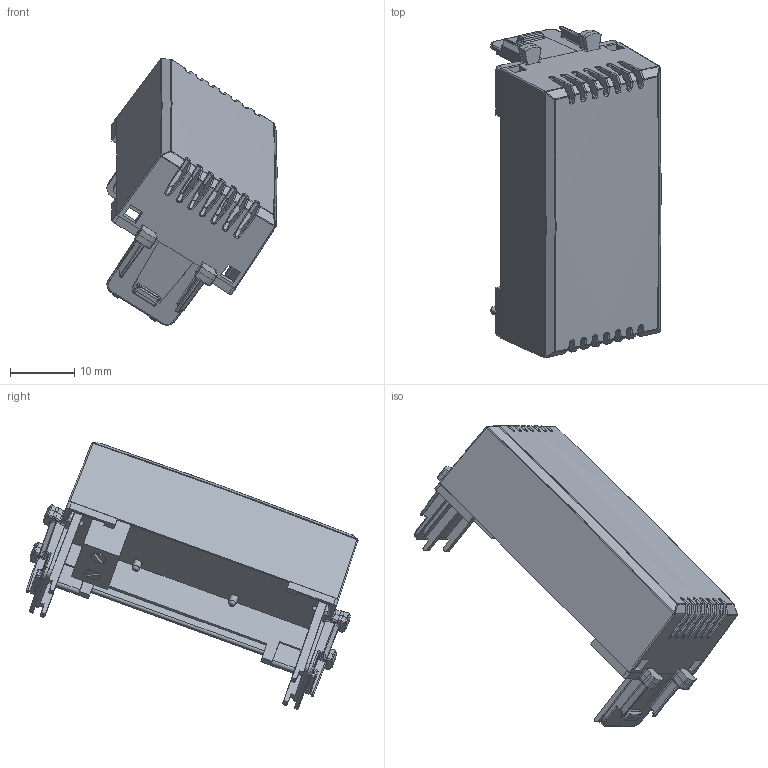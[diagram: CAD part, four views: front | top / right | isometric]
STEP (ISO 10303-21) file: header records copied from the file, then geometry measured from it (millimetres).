
FILE_DESCRIPTION(('CATIA V5 STEP Exchange'),'2;1');
FILE_NAME('442SO-NTC.stp','2024-02-29T14:23:27+00:00',('none'),('none'),'CATIA Version 5-6 Release 2016 SP6','CATIA V5 STEP AP203','none');
FILE_SCHEMA(('CONFIG_CONTROL_DESIGN'));
Products named in the file (1): 44XSO-NTC
Assembly tree (3 placements, depth 2):
  44XSO-NTC
    #57
    #45041
    #46885
Bounding box: 26.56 x 51.86 x 41.62 mm (x, y, z)
Volume: 5291.4 mm3; surface area: 8846.2 mm2
Topology: 5 solids, 5 shells, 1061 faces, 2789 edges, 1610 vertices
Faces by surface type: cylinder 354, plane 307, bspline 172, sphere 102, revolution 54, cone 44, torus 14, extrusion 14
Entity records: 46912 total; most frequent: CARTESIAN_POINT 24913, ORIENTED_EDGE 5378, DIRECTION 3005, EDGE_CURVE 2689, VERTEX_POINT 1606, B_SPLINE_CURVE_WITH_KNOTS 1194, AXIS2_PLACEMENT_3D 1177, VECTOR 1088
